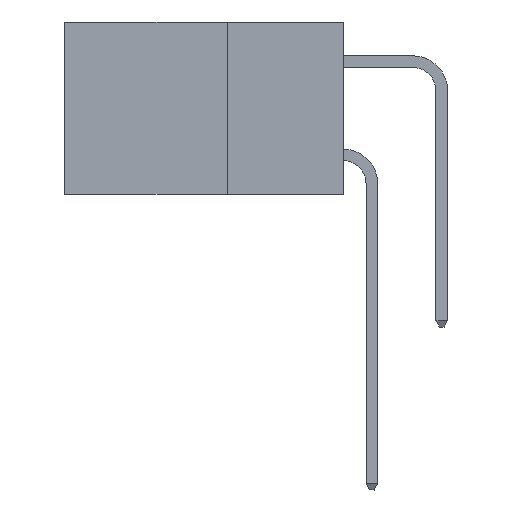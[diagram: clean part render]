
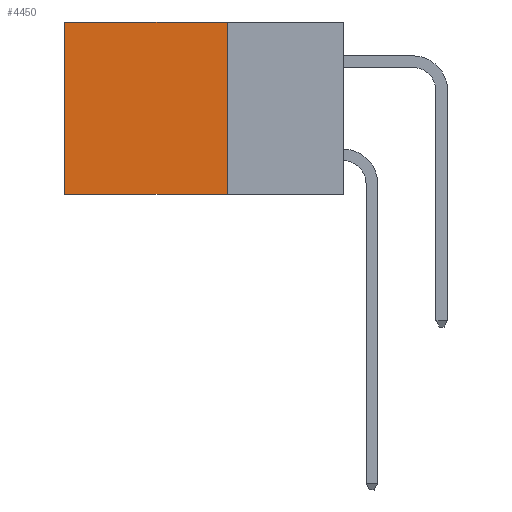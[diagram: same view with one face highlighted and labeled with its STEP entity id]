
A CAD part, left-side view. The second image highlights one B-rep face of the part: STEP entity #4450.
In plain terms, the highlighted planar face has unit normal (-1, 0, 0).
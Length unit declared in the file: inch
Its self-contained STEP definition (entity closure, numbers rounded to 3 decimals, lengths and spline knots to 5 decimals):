
#188 = CARTESIAN_POINT ( 'NONE',  ( 0.298, 0.25, -0.37 ) ) ;
#218 = VECTOR ( 'NONE', #2392, 39.37008 ) ;
#580 = LINE ( 'NONE', #188, #218 ) ;
#1103 = CARTESIAN_POINT ( 'NONE',  ( 0.298, 0.25, 0. ) ) ;
#1716 = VERTEX_POINT ( 'NONE', #2126 ) ;
#2126 = CARTESIAN_POINT ( 'NONE',  ( 0.298, 0.6, 0. ) ) ;
#2392 = DIRECTION ( 'NONE',  ( 0., 1., 0. ) ) ;
#2429 = DIRECTION ( 'NONE',  ( 0., 1., 0. ) ) ;
#2432 = VERTEX_POINT ( 'NONE', #2815 ) ;
#2550 = VERTEX_POINT ( 'NONE', #7513 ) ;
#2815 = CARTESIAN_POINT ( 'NONE',  ( 0.298, 0.25, 0. ) ) ;
#3059 = EDGE_CURVE ( 'NONE', #2432, #7522, #9792, .T. ) ;
#3353 = ORIENTED_EDGE ( 'NONE', *, *, #10135, .F. ) ;
#3535 = DIRECTION ( 'NONE',  ( 0., 0., -1. ) ) ;
#4022 = DIRECTION ( 'NONE',  ( 0., 0., -1. ) ) ;
#4450 = ADVANCED_FACE ( 'NONE', ( #8731 ), #6529, .F. ) ;
#4936 = DIRECTION ( 'NONE',  ( 1., 0., 0. ) ) ;
#5820 = DIRECTION ( 'NONE',  ( 0., 0., -1. ) ) ;
#6035 = EDGE_CURVE ( 'NONE', #1716, #2550, #10535, .T. ) ;
#6529 = PLANE ( 'NONE',  #13454 ) ;
#6803 = ORIENTED_EDGE ( 'NONE', *, *, #6035, .T. ) ;
#7513 = CARTESIAN_POINT ( 'NONE',  ( 0.298, 0.6, -0.37 ) ) ;
#7522 = VERTEX_POINT ( 'NONE', #13626 ) ;
#7553 = CARTESIAN_POINT ( 'NONE',  ( 0.298, 0.25, 0. ) ) ;
#7612 = VECTOR ( 'NONE', #3535, 39.37008 ) ;
#8731 = FACE_OUTER_BOUND ( 'NONE', #11078, .T. ) ;
#8997 = CARTESIAN_POINT ( 'NONE',  ( 0.298, 0.6, 0. ) ) ;
#9792 = LINE ( 'NONE', #1103, #11968 ) ;
#10135 = EDGE_CURVE ( 'NONE', #7522, #2550, #580, .T. ) ;
#10177 = EDGE_CURVE ( 'NONE', #2432, #1716, #11406, .T. ) ;
#10250 = ORIENTED_EDGE ( 'NONE', *, *, #3059, .F. ) ;
#10263 = ORIENTED_EDGE ( 'NONE', *, *, #10177, .T. ) ;
#10348 = CARTESIAN_POINT ( 'NONE',  ( 0.298, 0.25, 0. ) ) ;
#10535 = LINE ( 'NONE', #8997, #7612 ) ;
#11078 = EDGE_LOOP ( 'NONE', ( #6803, #3353, #10250, #10263 ) ) ;
#11406 = LINE ( 'NONE', #10348, #13906 ) ;
#11968 = VECTOR ( 'NONE', #4022, 39.37008 ) ;
#13454 = AXIS2_PLACEMENT_3D ( 'NONE', #7553, #4936, #5820 ) ;
#13626 = CARTESIAN_POINT ( 'NONE',  ( 0.298, 0.25, -0.37 ) ) ;
#13906 = VECTOR ( 'NONE', #2429, 39.37008 ) ;
